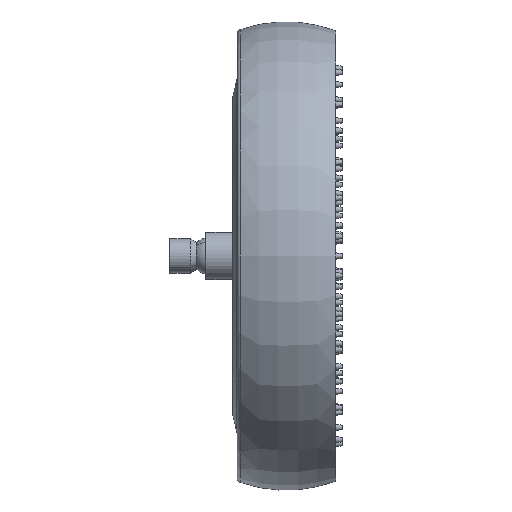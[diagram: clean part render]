
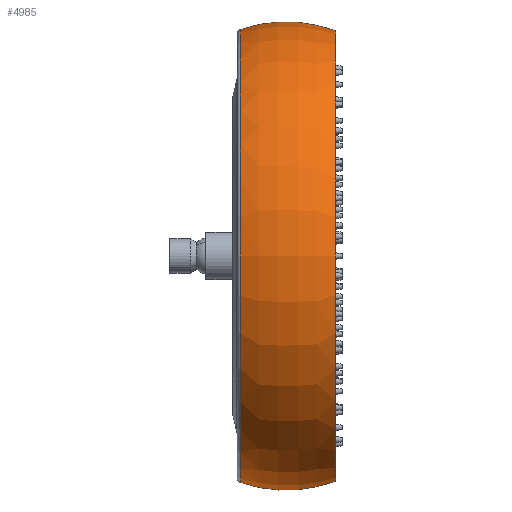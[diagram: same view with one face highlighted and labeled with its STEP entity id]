
A CAD part, left-side view. The second image highlights one B-rep face of the part: STEP entity #4985.
In plain terms, the highlighted toroidal (fillet/blend) face has major radius 63.441 mm and minor radius 92.565 mm.
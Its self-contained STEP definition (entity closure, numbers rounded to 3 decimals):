
#10 = CARTESIAN_POINT ( 'NONE',  ( 0., 32.8, 63.441 ) ) ;
#344 = EDGE_LOOP ( 'NONE', ( #7040, #2040, #10406, #2168 ) ) ;
#402 = DIRECTION ( 'NONE',  ( 0., 0., 1. ) ) ;
#665 = DIRECTION ( 'NONE',  ( 0., 0., 1. ) ) ;
#715 = AXIS2_PLACEMENT_3D ( 'NONE', #2348, #4799, #6459 ) ;
#926 = DIRECTION ( 'NONE',  ( 0., 1., 0. ) ) ;
#970 = DIRECTION ( 'NONE',  ( 0., 0., 1. ) ) ;
#977 = EDGE_CURVE ( 'NONE', #6300, #7566, #6410, .T. ) ;
#1538 = CARTESIAN_POINT ( 'NONE',  ( 0., 32.8, 0. ) ) ;
#1659 = AXIS2_PLACEMENT_3D ( 'NONE', #10, #9848, #970 ) ;
#1739 = DIRECTION ( 'NONE',  ( 0., 0., 1. ) ) ;
#1801 = AXIS2_PLACEMENT_3D ( 'NONE', #5476, #8017, #665 ) ;
#1819 = CARTESIAN_POINT ( 'NONE',  ( 0., 0., -150. ) ) ;
#2040 = ORIENTED_EDGE ( 'NONE', *, *, #4776, .T. ) ;
#2046 = AXIS2_PLACEMENT_3D ( 'NONE', #1538, #926, #1739 ) ;
#2168 = ORIENTED_EDGE ( 'NONE', *, *, #977, .F. ) ;
#2348 = CARTESIAN_POINT ( 'NONE',  ( 0., 32.8, -63.441 ) ) ;
#2436 = CARTESIAN_POINT ( 'NONE',  ( 0., 63.598, 150.732 ) ) ;
#2542 = CARTESIAN_POINT ( 'NONE',  ( 0., 63.598, -150.732 ) ) ;
#3704 = CIRCLE ( 'NONE', #1659, 92.565 ) ;
#4776 = EDGE_CURVE ( 'NONE', #10574, #9627, #7865, .T. ) ;
#4799 = DIRECTION ( 'NONE',  ( 1., 0., 0. ) ) ;
#4985 = ADVANCED_FACE ( 'NONE', ( #8941 ), #6667, .T. ) ;
#5476 = CARTESIAN_POINT ( 'NONE',  ( 0., 63.598, 0. ) ) ;
#5639 = AXIS2_PLACEMENT_3D ( 'NONE', #6879, #10175, #402 ) ;
#6300 = VERTEX_POINT ( 'NONE', #2542 ) ;
#6410 = CIRCLE ( 'NONE', #1801, 150.732 ) ;
#6459 = DIRECTION ( 'NONE',  ( 0., 0., -1. ) ) ;
#6667 = TOROIDAL_SURFACE ( 'NONE', #2046, 63.441, 92.565 ) ;
#6879 = CARTESIAN_POINT ( 'NONE',  ( 0., 0., 0. ) ) ;
#7040 = ORIENTED_EDGE ( 'NONE', *, *, #8936, .F. ) ;
#7065 = CIRCLE ( 'NONE', #715, 92.565 ) ;
#7566 = VERTEX_POINT ( 'NONE', #2436 ) ;
#7632 = EDGE_CURVE ( 'NONE', #9627, #7566, #3704, .T. ) ;
#7865 = CIRCLE ( 'NONE', #5639, 150. ) ;
#8017 = DIRECTION ( 'NONE',  ( 0., 1., 0. ) ) ;
#8936 = EDGE_CURVE ( 'NONE', #10574, #6300, #7065, .T. ) ;
#8941 = FACE_OUTER_BOUND ( 'NONE', #344, .T. ) ;
#9095 = CARTESIAN_POINT ( 'NONE',  ( 0., 0., 150. ) ) ;
#9627 = VERTEX_POINT ( 'NONE', #9095 ) ;
#9848 = DIRECTION ( 'NONE',  ( -1., 0., 0. ) ) ;
#10175 = DIRECTION ( 'NONE',  ( 0., 1., 0. ) ) ;
#10406 = ORIENTED_EDGE ( 'NONE', *, *, #7632, .T. ) ;
#10574 = VERTEX_POINT ( 'NONE', #1819 ) ;
